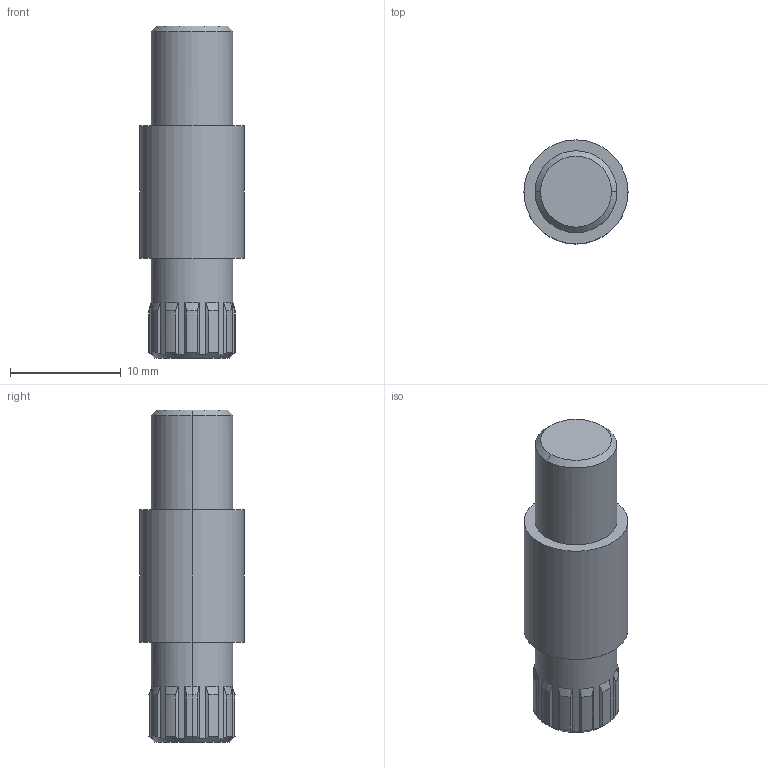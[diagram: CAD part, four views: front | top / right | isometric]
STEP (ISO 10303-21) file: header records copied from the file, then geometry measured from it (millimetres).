
FILE_DESCRIPTION (( 'STEP AP203' ), '1' );
FILE_NAME ('39-Stift.STEP', '2016-06-20T09:35:37', ( '' ), ( '' ), 'SwSTEP 2.0', 'SolidWorks 2015', '' );
FILE_SCHEMA (( 'CONFIG_CONTROL_DESIGN' ));
Length unit declared in the file: millimetre
Products named in the file (3): 39-Stift Teil1; 39-Stift Teil2; 39-Stift
Assembly tree (2 placements, depth 2):
  39-Stift
    39-Stift Teil1
    39-Stift Teil2
Bounding box: 9.4 x 9.4 x 30 mm (x, y, z)
Volume: 1614.8 mm3; surface area: 1475 mm2
Topology: 2 solids, 2 shells, 285 faces, 775 edges, 515 vertices
Faces by surface type: plane 155, bspline 94, cylinder 19, cone 17
Entity records: 13649 total; most frequent: CARTESIAN_POINT 6818, ORIENTED_EDGE 1550, DIRECTION 998, EDGE_CURVE 775, VERTEX_POINT 515, LINE 472, VECTOR 472, EDGE_LOOP 308
